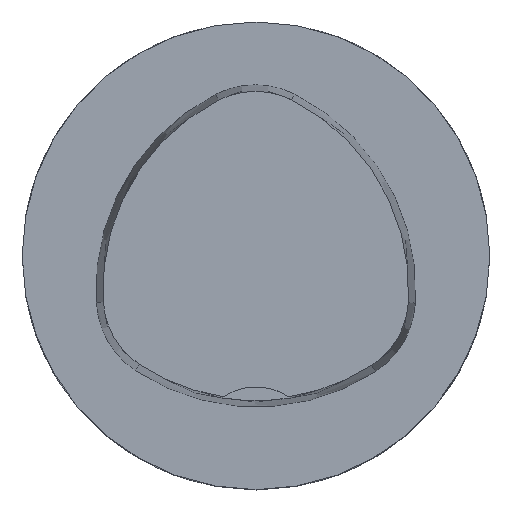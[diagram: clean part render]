
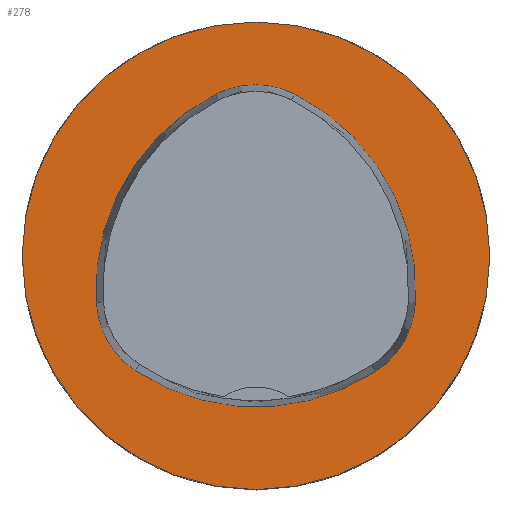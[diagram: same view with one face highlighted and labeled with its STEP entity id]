
A CAD part, top view. The second image highlights one B-rep face of the part: STEP entity #278.
In plain terms, the highlighted planar face has unit normal (0, 0, 1).
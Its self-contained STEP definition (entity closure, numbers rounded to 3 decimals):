
#137=FACE_BOUND('',#558,.T.);
#138=FACE_BOUND('',#559,.T.);
#161=CIRCLE('',#2198,16.);
#162=CIRCLE('',#2204,15.);
#164=CIRCLE('',#2207,6.);
#166=CIRCLE('',#2210,15.);
#168=CIRCLE('',#2213,6.);
#172=CIRCLE('',#2218,15.);
#174=CIRCLE('',#2221,6.);
#278=ADVANCED_FACE('',(#137,#138),#356,.T.);
#356=PLANE('',#2226);
#558=EDGE_LOOP('',(#1073,#1074,#1075,#1076,#1077,#1078));
#559=EDGE_LOOP('',(#1079));
#1073=ORIENTED_EDGE('',*,*,#1610,.T.);
#1074=ORIENTED_EDGE('',*,*,#1590,.T.);
#1075=ORIENTED_EDGE('',*,*,#1594,.T.);
#1076=ORIENTED_EDGE('',*,*,#1597,.T.);
#1077=ORIENTED_EDGE('',*,*,#1600,.T.);
#1078=ORIENTED_EDGE('',*,*,#1608,.T.);
#1079=ORIENTED_EDGE('',*,*,#1581,.F.);
#1332=VERTEX_POINT('',#3442);
#1341=VERTEX_POINT('',#3461);
#1342=VERTEX_POINT('',#3462);
#1345=VERTEX_POINT('',#3470);
#1347=VERTEX_POINT('',#3476);
#1349=VERTEX_POINT('',#3482);
#1356=VERTEX_POINT('',#3503);
#1581=EDGE_CURVE('',#1332,#1332,#161,.T.);
#1590=EDGE_CURVE('',#1341,#1342,#162,.T.);
#1594=EDGE_CURVE('',#1342,#1345,#164,.T.);
#1597=EDGE_CURVE('',#1345,#1347,#166,.T.);
#1600=EDGE_CURVE('',#1347,#1349,#168,.T.);
#1608=EDGE_CURVE('',#1349,#1356,#172,.T.);
#1610=EDGE_CURVE('',#1356,#1341,#174,.T.);
#2198=AXIS2_PLACEMENT_3D('',#3441,#2671,#2672);
#2204=AXIS2_PLACEMENT_3D('',#3460,#2687,#2688);
#2207=AXIS2_PLACEMENT_3D('',#3469,#2695,#2696);
#2210=AXIS2_PLACEMENT_3D('',#3475,#2702,#2703);
#2213=AXIS2_PLACEMENT_3D('',#3481,#2709,#2710);
#2218=AXIS2_PLACEMENT_3D('',#3504,#2721,#2722);
#2221=AXIS2_PLACEMENT_3D('',#3507,#2727,#2728);
#2226=AXIS2_PLACEMENT_3D('',#3512,#2737,#2738);
#2671=DIRECTION('',(0.,0.,-1.));
#2672=DIRECTION('',(-1.,0.,0.));
#2687=DIRECTION('',(0.,0.,-1.));
#2688=DIRECTION('',(-1.,0.,0.));
#2695=DIRECTION('',(0.,0.,-1.));
#2696=DIRECTION('',(-1.,0.,0.));
#2702=DIRECTION('',(0.,0.,-1.));
#2703=DIRECTION('',(-1.,0.,0.));
#2709=DIRECTION('',(0.,0.,-1.));
#2710=DIRECTION('',(-1.,0.,0.));
#2721=DIRECTION('',(0.,0.,-1.));
#2722=DIRECTION('',(-1.,0.,0.));
#2727=DIRECTION('',(0.,0.,-1.));
#2728=DIRECTION('',(-1.,0.,0.));
#2737=DIRECTION('',(0.,0.,1.));
#2738=DIRECTION('',(1.,0.,0.));
#3441=CARTESIAN_POINT('',(0.,0.,0.));
#3442=CARTESIAN_POINT('',(-16.,0.,0.));
#3460=CARTESIAN_POINT('',(4.048,-2.316,0.));
#3461=CARTESIAN_POINT('',(-10.926,-3.206,0.));
#3462=CARTESIAN_POINT('',(-2.774,11.043,0.));
#3469=CARTESIAN_POINT('',(-0.045,5.7,0.));
#3470=CARTESIAN_POINT('',(2.638,11.066,0.));
#3475=CARTESIAN_POINT('',(-4.07,-2.35,0.));
#3476=CARTESIAN_POINT('',(10.903,-3.249,0.));
#3481=CARTESIAN_POINT('',(4.914,-2.889,0.));
#3482=CARTESIAN_POINT('',(8.177,-7.924,0.));
#3503=CARTESIAN_POINT('',(-8.24,-7.859,0.));
#3504=CARTESIAN_POINT('',(0.019,4.663,0.));
#3507=CARTESIAN_POINT('',(-4.936,-2.85,0.));
#3512=CARTESIAN_POINT('',(0.,0.,0.));
